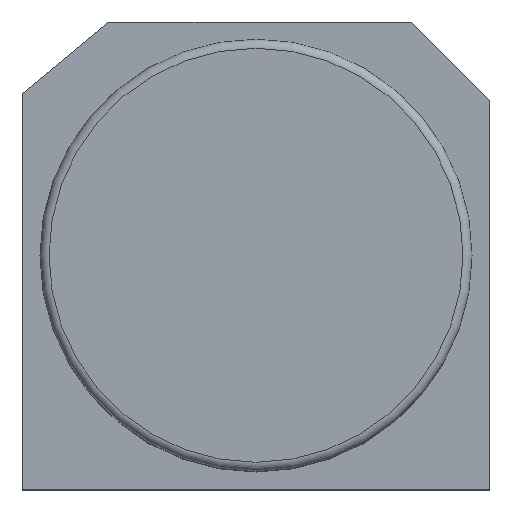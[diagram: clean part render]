
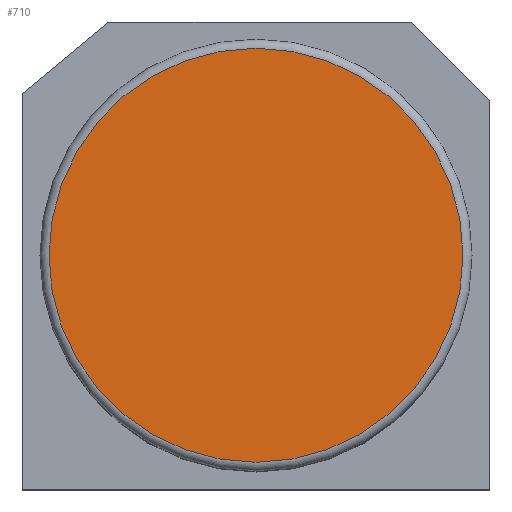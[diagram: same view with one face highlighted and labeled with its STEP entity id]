
A CAD part, top view. The second image highlights one B-rep face of the part: STEP entity #710.
In plain terms, the highlighted planar face has unit normal (0, 0, 1).
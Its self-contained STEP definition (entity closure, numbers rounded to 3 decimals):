
#30=PLANE('',#756);
#51=CIRCLE('',#757,4.557);
#128=ORIENTED_EDGE('',*,*,#232,.T.);
#232=EDGE_CURVE('',#287,#287,#51,.F.);
#287=VERTEX_POINT('',#1011);
#421=EDGE_LOOP('',(#128));
#459=FACE_BOUND('',#421,.T.);
#710=ADVANCED_FACE('',(#459),#30,.F.);
#756=AXIS2_PLACEMENT_3D('',#1009,#860,#861);
#757=AXIS2_PLACEMENT_3D('',#1010,#862,#863);
#860=DIRECTION('',(0.,0.,-1.));
#861=DIRECTION('',(-1.,0.,0.));
#862=DIRECTION('',(0.,0.,-1.));
#863=DIRECTION('',(-1.,0.,0.));
#1009=CARTESIAN_POINT('',(0.,0.,9.734));
#1010=CARTESIAN_POINT('',(0.,0.,9.734));
#1011=CARTESIAN_POINT('',(-4.557,0.,9.734));
